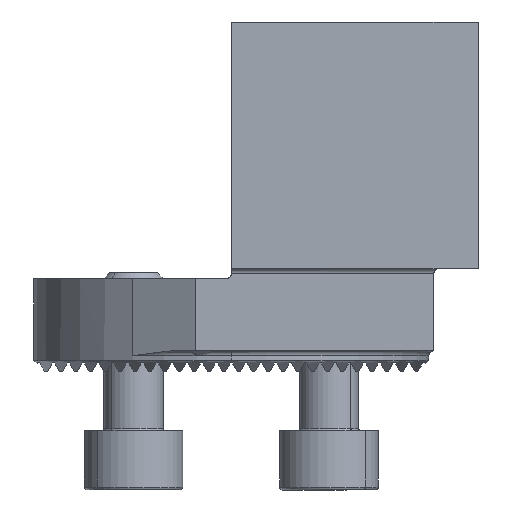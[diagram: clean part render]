
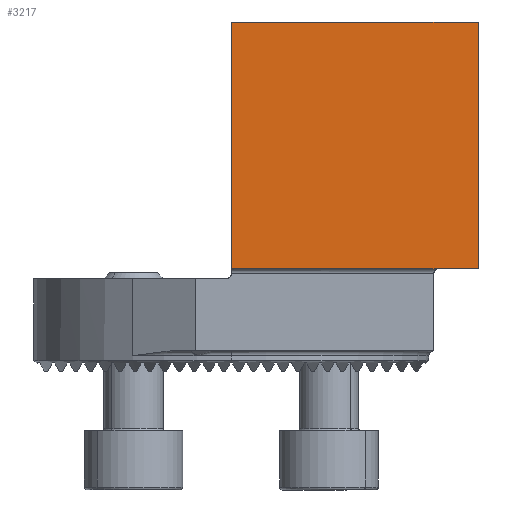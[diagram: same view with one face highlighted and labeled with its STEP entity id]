
A CAD part, left-side view. The second image highlights one B-rep face of the part: STEP entity #3217.
In plain terms, the highlighted planar face has unit normal (-1, 0, 0).
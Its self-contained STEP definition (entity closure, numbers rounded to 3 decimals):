
#77 = DIRECTION ( 'NONE',  ( 0., 1., 0. ) ) ;
#138 = DIRECTION ( 'NONE',  ( -1., 0., 0. ) ) ;
#800 = EDGE_CURVE ( 'NONE', #4136, #9792, #10997, .T. ) ;
#1013 = ORIENTED_EDGE ( 'NONE', *, *, #800, .T. ) ;
#1408 = CARTESIAN_POINT ( 'NONE',  ( 0., -12.5, 25. ) ) ;
#1580 = ORIENTED_EDGE ( 'NONE', *, *, #9849, .F. ) ;
#1614 = PLANE ( 'NONE',  #5189 ) ;
#2023 = CARTESIAN_POINT ( 'NONE',  ( 0., -12.5, 13. ) ) ;
#2538 = DIRECTION ( 'NONE',  ( 0., 0., -1. ) ) ;
#2921 = CARTESIAN_POINT ( 'NONE',  ( 0., -12.5, -12. ) ) ;
#2987 = CARTESIAN_POINT ( 'NONE',  ( 0., -12.5, 13. ) ) ;
#3125 = CARTESIAN_POINT ( 'NONE',  ( 0., -12.5, 25. ) ) ;
#3217 = ADVANCED_FACE ( 'NONE', ( #12011 ), #1614, .T. ) ;
#3477 = VECTOR ( 'NONE', #77, 1000. ) ;
#4057 = ORIENTED_EDGE ( 'NONE', *, *, #7117, .F. ) ;
#4136 = VERTEX_POINT ( 'NONE', #5906 ) ;
#4395 = VECTOR ( 'NONE', #2538, 1000. ) ;
#4443 = LINE ( 'NONE', #2921, #6102 ) ;
#4648 = CARTESIAN_POINT ( 'NONE',  ( 0., 12.5, 25. ) ) ;
#5065 = DIRECTION ( 'NONE',  ( 0., 0., 1. ) ) ;
#5189 = AXIS2_PLACEMENT_3D ( 'NONE', #3125, #138, #5065 ) ;
#5603 = VECTOR ( 'NONE', #7223, 1000. ) ;
#5637 = EDGE_CURVE ( 'NONE', #9643, #4136, #7320, .T. ) ;
#5906 = CARTESIAN_POINT ( 'NONE',  ( 0., 12.5, 13. ) ) ;
#6102 = VECTOR ( 'NONE', #12807, 1000. ) ;
#7117 = EDGE_CURVE ( 'NONE', #7121, #9792, #4443, .T. ) ;
#7121 = VERTEX_POINT ( 'NONE', #12760 ) ;
#7223 = DIRECTION ( 'NONE',  ( 0., 0., -1. ) ) ;
#7320 = LINE ( 'NONE', #2023, #3477 ) ;
#7915 = LINE ( 'NONE', #1408, #5603 ) ;
#8167 = CARTESIAN_POINT ( 'NONE',  ( 0., 12.5, -12. ) ) ;
#9117 = EDGE_LOOP ( 'NONE', ( #4057, #1580, #10304, #1013 ) ) ;
#9643 = VERTEX_POINT ( 'NONE', #2987 ) ;
#9792 = VERTEX_POINT ( 'NONE', #8167 ) ;
#9849 = EDGE_CURVE ( 'NONE', #9643, #7121, #7915, .T. ) ;
#10304 = ORIENTED_EDGE ( 'NONE', *, *, #5637, .T. ) ;
#10997 = LINE ( 'NONE', #4648, #4395 ) ;
#12011 = FACE_OUTER_BOUND ( 'NONE', #9117, .T. ) ;
#12760 = CARTESIAN_POINT ( 'NONE',  ( 0., -12.5, -12. ) ) ;
#12807 = DIRECTION ( 'NONE',  ( 0., 1., 0. ) ) ;
